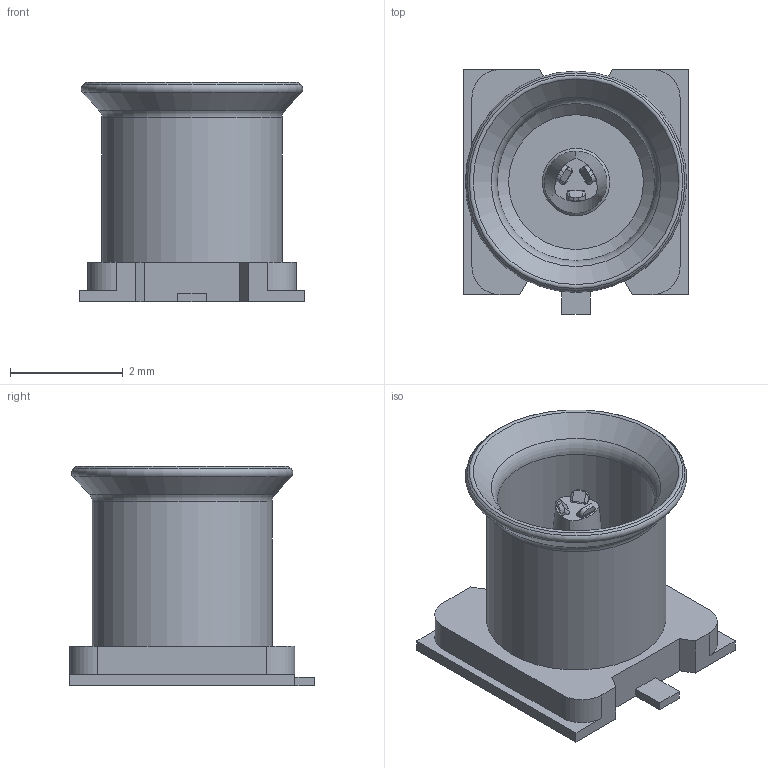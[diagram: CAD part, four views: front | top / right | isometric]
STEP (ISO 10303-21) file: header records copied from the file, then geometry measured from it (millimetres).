
FILE_DESCRIPTION(('FreeCAD Model'),'2;1');
FILE_NAME('Molex_208794-1005.step','2021-05-03T08:03:39',( 'kicad StepUp'),('ksu MCAD'),'Open CASCADE STEP processor 7.3', 'FreeCAD','Unknown');
FILE_SCHEMA(('AUTOMOTIVE_DESIGN { 1 0 10303 214 1 1 1 1 }'));
Length unit declared in the file: millimetre
Products named in the file (1): Molex_208794-1005
Bounding box: 4 x 4.35 x 3.9 mm (x, y, z)
Volume: 17.5 mm3; surface area: 114.3 mm2
Topology: 1 solids, 1 shells, 87 faces, 228 edges, 150 vertices
Faces by surface type: plane 44, cylinder 27, torus 11, cone 5
Full cylindrical faces by diameter (mm): 0.5 x1, 1.1 x1, 1.6 x1, 2.8 x1, 3.2 x1
Entity records: 3503 total; most frequent: CARTESIAN_POINT 733, ORIENTED_EDGE 456, DIRECTION 440, EDGE_CURVE 228, AXIS2_PLACEMENT_3D 161, VERTEX_POINT 150, LINE 118, VECTOR 118
